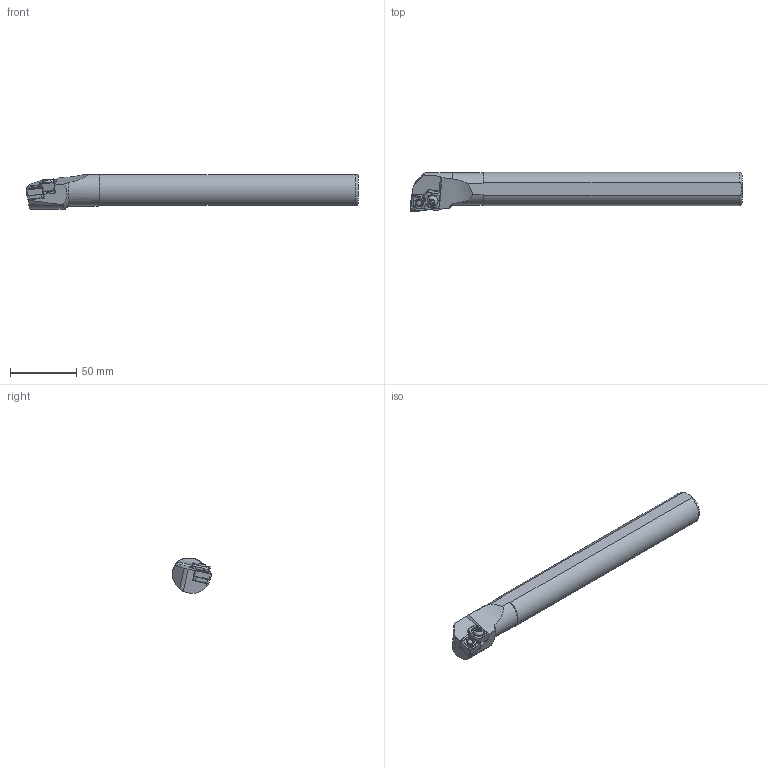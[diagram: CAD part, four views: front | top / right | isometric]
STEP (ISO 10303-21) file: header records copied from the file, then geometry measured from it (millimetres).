
FILE_DESCRIPTION (( 'STEP AP214' ), '1' );
FILE_NAME ('S25S-MCLNR-12-LIGHT.STP', '2023-10-20T11:15:09', ( '' ), ( '' ), 'SwSTEP 2.0', 'SolidWorks 2018', '' );
FILE_SCHEMA (( 'AUTOMOTIVE_DESIGN' ));
Length unit declared in the file: millimetre
Products named in the file (1): S25S-MCLNR-12-LIGHT
Bounding box: 250 x 29.5 x 26.1 mm (x, y, z)
Volume: 116278.6 mm3; surface area: 21883.2 mm2
Topology: 2 solids, 2 shells, 289 faces, 736 edges, 463 vertices
Faces by surface type: plane 142, cone 64, cylinder 62, torus 16, bspline 5
Entity records: 12619 total; most frequent: CARTESIAN_POINT 4450, ORIENTED_EDGE 1468, DIRECTION 1408, EDGE_CURVE 734, AXIS2_PLACEMENT_3D 501, VERTEX_POINT 463, VECTOR 406, LINE 406
